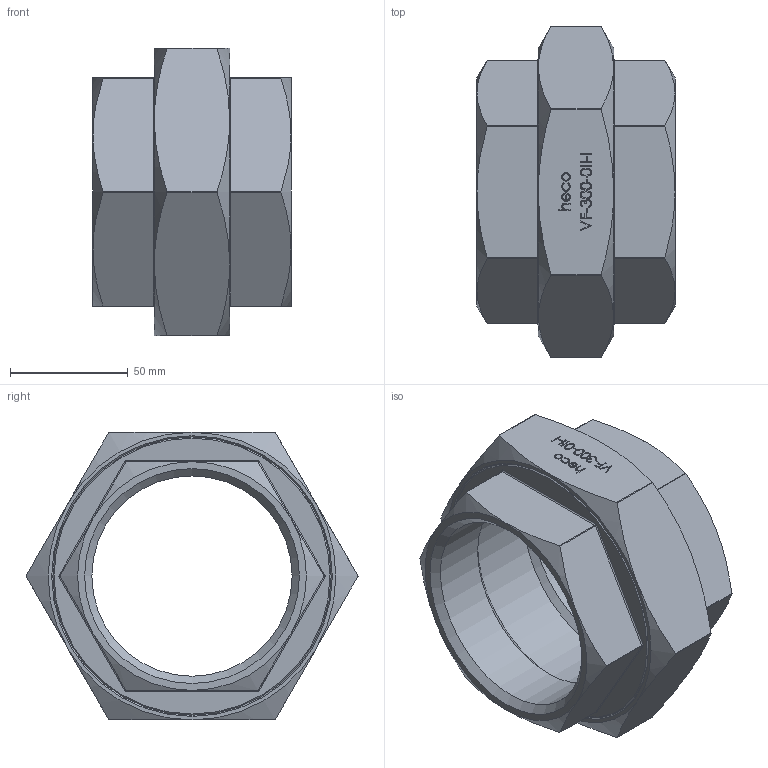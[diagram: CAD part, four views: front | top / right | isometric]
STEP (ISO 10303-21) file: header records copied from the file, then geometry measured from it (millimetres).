
FILE_DESCRIPTION (( 'STEP AP214' ), '1' );
FILE_NAME ('heco_VF-300-0II-I.STEP', '2016-07-07T11:34:17', ( '' ), ( '' ), 'SwSTEP 2.0', 'SolidWorks 2011', '' );
FILE_SCHEMA (( 'AUTOMOTIVE_DESIGN' ));
Length unit declared in the file: millimetre
Products named in the file (1): heco_VF-300-0II-I
Bounding box: 84 x 140.78 x 122.05 mm (x, y, z)
Volume: 329609.4 mm3; surface area: 66501.4 mm2
Topology: 1 solids, 1 shells, 258 faces, 636 edges, 395 vertices
Faces by surface type: plane 104, bspline 88, cylinder 36, cone 30
Full cylindrical faces by diameter (mm): 84.926 x2, 90.2 x1, 116 x1, 117.4 x1, 118 x1
Entity records: 13829 total; most frequent: CARTESIAN_POINT 7002, ORIENTED_EDGE 1216, DIRECTION 731, EDGE_CURVE 608, VERTEX_POINT 391, LINE 307, VECTOR 307, EDGE_LOOP 299
